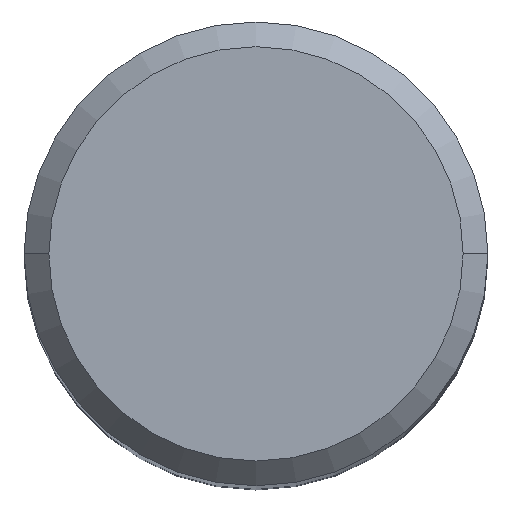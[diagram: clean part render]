
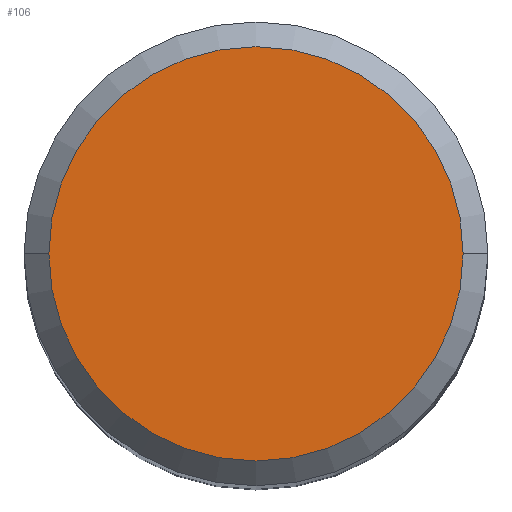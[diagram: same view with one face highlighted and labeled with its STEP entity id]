
A CAD part, top view. The second image highlights one B-rep face of the part: STEP entity #106.
In plain terms, the highlighted planar face has unit normal (0, 0, 1).
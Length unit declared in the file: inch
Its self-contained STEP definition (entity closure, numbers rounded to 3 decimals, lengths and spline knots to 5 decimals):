
#56 = CIRCLE ( 'NONE', #125, 0.1675 ) ;
#95 = EDGE_CURVE ( 'NONE', #242, #383, #56, .T. ) ;
#104 = ORIENTED_EDGE ( 'NONE', *, *, #95, .T. ) ;
#106 = ADVANCED_FACE ( 'NONE', ( #244 ), #141, .F. ) ;
#107 = DIRECTION ( 'NONE',  ( -1., 0., 0. ) ) ;
#114 = DIRECTION ( 'NONE',  ( 0., 0., -1. ) ) ;
#121 = CARTESIAN_POINT ( 'NONE',  ( -0.1675, 0., 0. ) ) ;
#125 = AXIS2_PLACEMENT_3D ( 'NONE', #421, #349, #319 ) ;
#127 = AXIS2_PLACEMENT_3D ( 'NONE', #152, #214, #299 ) ;
#141 = PLANE ( 'NONE',  #373 ) ;
#152 = CARTESIAN_POINT ( 'NONE',  ( 0., 0., 0. ) ) ;
#193 = CARTESIAN_POINT ( 'NONE',  ( 0.1675, 0., 0. ) ) ;
#214 = DIRECTION ( 'NONE',  ( 0., 0., 1. ) ) ;
#242 = VERTEX_POINT ( 'NONE', #121 ) ;
#244 = FACE_OUTER_BOUND ( 'NONE', #362, .T. ) ;
#256 = EDGE_CURVE ( 'NONE', #383, #242, #381, .T. ) ;
#299 = DIRECTION ( 'NONE',  ( 1., 0., 0. ) ) ;
#317 = CARTESIAN_POINT ( 'NONE',  ( 0., 0.1675, 0. ) ) ;
#319 = DIRECTION ( 'NONE',  ( 1., 0., 0. ) ) ;
#349 = DIRECTION ( 'NONE',  ( 0., 0., 1. ) ) ;
#362 = EDGE_LOOP ( 'NONE', ( #104, #377 ) ) ;
#373 = AXIS2_PLACEMENT_3D ( 'NONE', #317, #114, #107 ) ;
#377 = ORIENTED_EDGE ( 'NONE', *, *, #256, .T. ) ;
#381 = CIRCLE ( 'NONE', #127, 0.1675 ) ;
#383 = VERTEX_POINT ( 'NONE', #193 ) ;
#421 = CARTESIAN_POINT ( 'NONE',  ( 0., 0., 0. ) ) ;
